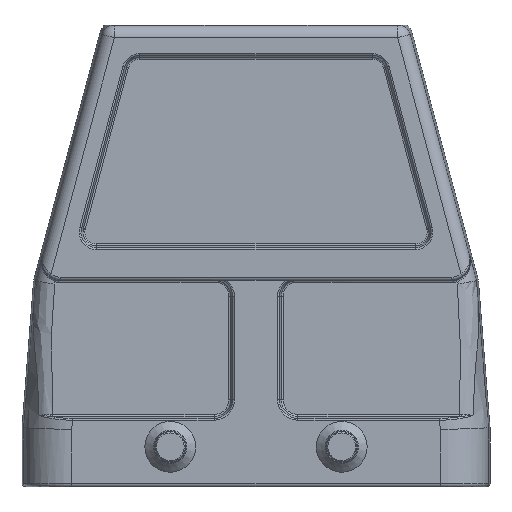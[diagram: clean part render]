
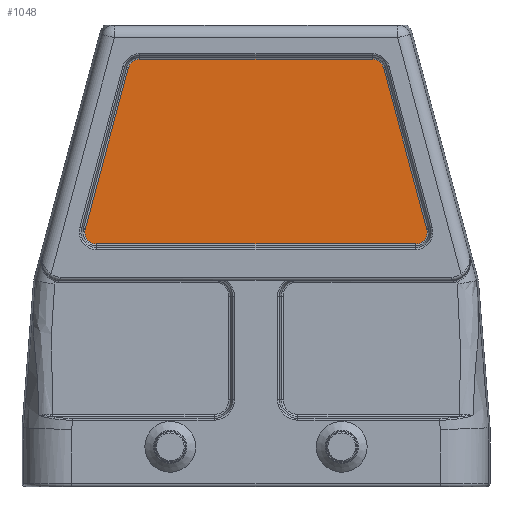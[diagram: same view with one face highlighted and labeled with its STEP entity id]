
A CAD part, front view. The second image highlights one B-rep face of the part: STEP entity #1048.
In plain terms, the highlighted planar face has unit normal (0, -1, 0).
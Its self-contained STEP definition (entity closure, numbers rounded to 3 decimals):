
#1048=ADVANCED_FACE('',(#1668),#1490,.F.);
#1490=PLANE('',#8537);
#1668=FACE_OUTER_BOUND('',#2097,.T.);
#2097=EDGE_LOOP('',(#3174,#3175,#3176,#3177,#3178,#3179,#3180,#3181));
#2696=CIRCLE('',#8533,1.835);
#2697=CIRCLE('',#8534,1.835);
#2698=CIRCLE('',#8535,1.835);
#2699=CIRCLE('',#8536,1.835);
#3174=ORIENTED_EDGE('',*,*,#5992,.T.);
#3175=ORIENTED_EDGE('',*,*,#5993,.T.);
#3176=ORIENTED_EDGE('',*,*,#5994,.T.);
#3177=ORIENTED_EDGE('',*,*,#5995,.T.);
#3178=ORIENTED_EDGE('',*,*,#5996,.T.);
#3179=ORIENTED_EDGE('',*,*,#5997,.T.);
#3180=ORIENTED_EDGE('',*,*,#5998,.T.);
#3181=ORIENTED_EDGE('',*,*,#5999,.T.);
#5294=VERTEX_POINT('',#13406);
#5295=VERTEX_POINT('',#13407);
#5296=VERTEX_POINT('',#13409);
#5297=VERTEX_POINT('',#13411);
#5298=VERTEX_POINT('',#13413);
#5299=VERTEX_POINT('',#13415);
#5300=VERTEX_POINT('',#13417);
#5301=VERTEX_POINT('',#13419);
#5992=EDGE_CURVE('',#5294,#5295,#6988,.T.);
#5993=EDGE_CURVE('',#5295,#5296,#2696,.T.);
#5994=EDGE_CURVE('',#5296,#5297,#6989,.T.);
#5995=EDGE_CURVE('',#5297,#5298,#2697,.T.);
#5996=EDGE_CURVE('',#5298,#5299,#6990,.T.);
#5997=EDGE_CURVE('',#5299,#5300,#2698,.T.);
#5998=EDGE_CURVE('',#5300,#5301,#6991,.T.);
#5999=EDGE_CURVE('',#5301,#5294,#2699,.T.);
#6988=LINE('',#13405,#7503);
#6989=LINE('',#13410,#7504);
#6990=LINE('',#13414,#7505);
#6991=LINE('',#13418,#7506);
#7503=VECTOR('',#9501,1.);
#7504=VECTOR('',#9504,1.);
#7505=VECTOR('',#9507,1.);
#7506=VECTOR('',#9510,1.);
#8533=AXIS2_PLACEMENT_3D('',#13408,#9502,#9503);
#8534=AXIS2_PLACEMENT_3D('',#13412,#9505,#9506);
#8535=AXIS2_PLACEMENT_3D('',#13416,#9508,#9509);
#8536=AXIS2_PLACEMENT_3D('',#13420,#9511,#9512);
#8537=AXIS2_PLACEMENT_3D('',#13421,#9513,#9514);
#9501=DIRECTION('',(-0.259,0.,0.966));
#9502=DIRECTION('',(0.,-1.,0.));
#9503=DIRECTION('',(0.,0.,1.));
#9504=DIRECTION('',(-1.,0.,0.));
#9505=DIRECTION('',(0.,-1.,0.));
#9506=DIRECTION('',(0.,0.,1.));
#9507=DIRECTION('',(-0.259,0.,-0.966));
#9508=DIRECTION('',(0.,-1.,0.));
#9509=DIRECTION('',(0.,0.,1.));
#9510=DIRECTION('',(1.,0.,0.));
#9511=DIRECTION('',(0.,-1.,0.));
#9512=DIRECTION('',(0.,0.,1.));
#9513=DIRECTION('',(0.,1.,0.));
#9514=DIRECTION('',(0.,0.,-1.));
#13405=CARTESIAN_POINT('',(19.8,-21.25,55.825));
#13406=CARTESIAN_POINT('',(26.498,-21.25,30.825));
#13407=CARTESIAN_POINT('',(19.8,-21.25,55.825));
#13408=CARTESIAN_POINT('',(18.027,-21.25,55.35));
#13409=CARTESIAN_POINT('',(18.027,-21.25,57.185));
#13410=CARTESIAN_POINT('',(-18.027,-21.25,57.185));
#13411=CARTESIAN_POINT('',(-18.027,-21.25,57.185));
#13412=CARTESIAN_POINT('',(-18.027,-21.25,55.35));
#13413=CARTESIAN_POINT('',(-19.8,-21.25,55.825));
#13414=CARTESIAN_POINT('',(-26.498,-21.25,30.825));
#13415=CARTESIAN_POINT('',(-26.498,-21.25,30.825));
#13416=CARTESIAN_POINT('',(-24.726,-21.25,30.35));
#13417=CARTESIAN_POINT('',(-24.726,-21.25,28.515));
#13418=CARTESIAN_POINT('',(24.726,-21.25,28.515));
#13419=CARTESIAN_POINT('',(24.726,-21.25,28.515));
#13420=CARTESIAN_POINT('',(24.726,-21.25,30.35));
#13421=CARTESIAN_POINT('',(18.027,-21.25,55.35));
